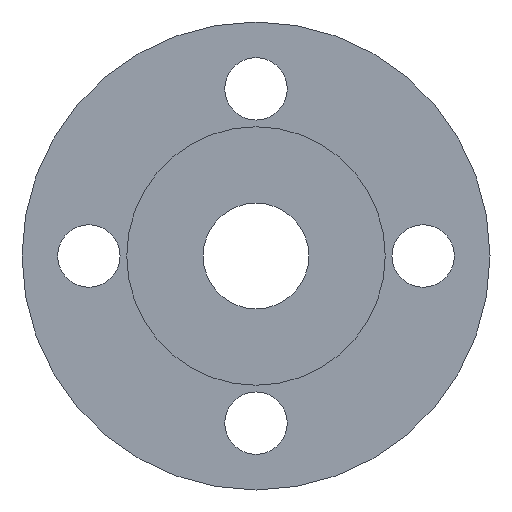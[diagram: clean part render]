
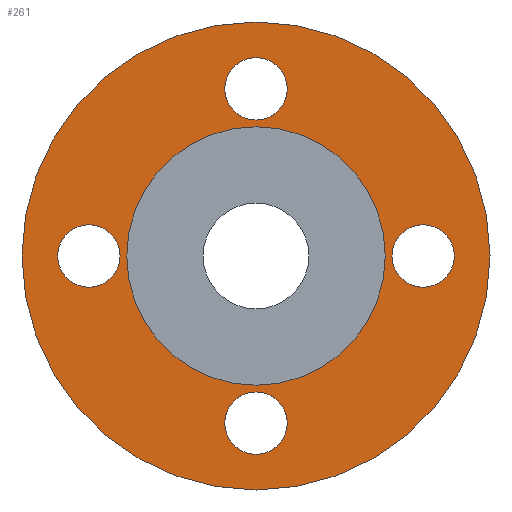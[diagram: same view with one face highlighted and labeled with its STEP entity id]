
A CAD part, front view. The second image highlights one B-rep face of the part: STEP entity #261.
In plain terms, the highlighted planar face has unit normal (0, -1, 0).
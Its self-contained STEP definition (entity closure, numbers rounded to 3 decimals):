
#2 = EDGE_CURVE ( 'NONE', #319, #399, #67, .T. ) ;
#3 = EDGE_LOOP ( 'NONE', ( #70, #790 ) ) ;
#4 = CARTESIAN_POINT ( 'NONE',  ( -37.5, 2., 0. ) ) ;
#15 = CARTESIAN_POINT ( 'NONE',  ( 0., 2., 0. ) ) ;
#17 = EDGE_CURVE ( 'NONE', #269, #581, #276, .T. ) ;
#18 = DIRECTION ( 'NONE',  ( 0., 0., -1. ) ) ;
#25 = FACE_BOUND ( 'NONE', #794, .T. ) ;
#28 = DIRECTION ( 'NONE',  ( 0., 0., 1. ) ) ;
#34 = EDGE_CURVE ( 'NONE', #260, #616, #66, .T. ) ;
#36 = CARTESIAN_POINT ( 'NONE',  ( 0., 2., 37.5 ) ) ;
#39 = ORIENTED_EDGE ( 'NONE', *, *, #283, .F. ) ;
#43 = DIRECTION ( 'NONE',  ( 0., 0., 1. ) ) ;
#53 = EDGE_CURVE ( 'NONE', #399, #319, #613, .T. ) ;
#66 = CIRCLE ( 'NONE', #134, 52.5 ) ;
#67 = CIRCLE ( 'NONE', #774, 7. ) ;
#70 = ORIENTED_EDGE ( 'NONE', *, *, #2, .F. ) ;
#85 = PLANE ( 'NONE',  #337 ) ;
#86 = DIRECTION ( 'NONE',  ( -1., 0., 0. ) ) ;
#88 = CIRCLE ( 'NONE', #580, 7. ) ;
#93 = DIRECTION ( 'NONE',  ( 0., -1., 0. ) ) ;
#96 = ORIENTED_EDGE ( 'NONE', *, *, #128, .F. ) ;
#101 = EDGE_CURVE ( 'NONE', #453, #719, #88, .T. ) ;
#102 = CARTESIAN_POINT ( 'NONE',  ( 0., 2., 37.5 ) ) ;
#106 = CIRCLE ( 'NONE', #474, 7. ) ;
#119 = DIRECTION ( 'NONE',  ( 0., 0., 1. ) ) ;
#125 = CIRCLE ( 'NONE', #390, 52.5 ) ;
#128 = EDGE_CURVE ( 'NONE', #235, #200, #207, .T. ) ;
#134 = AXIS2_PLACEMENT_3D ( 'NONE', #842, #705, #119 ) ;
#136 = EDGE_LOOP ( 'NONE', ( #243, #571 ) ) ;
#138 = ORIENTED_EDGE ( 'NONE', *, *, #772, .F. ) ;
#160 = CARTESIAN_POINT ( 'NONE',  ( 30.5, 2., 0. ) ) ;
#169 = DIRECTION ( 'NONE',  ( 0., 0., 1. ) ) ;
#191 = AXIS2_PLACEMENT_3D ( 'NONE', #455, #392, #727 ) ;
#200 = VERTEX_POINT ( 'NONE', #413 ) ;
#207 = CIRCLE ( 'NONE', #433, 7. ) ;
#215 = FACE_OUTER_BOUND ( 'NONE', #362, .T. ) ;
#220 = CARTESIAN_POINT ( 'NONE',  ( 0., 2., 30.5 ) ) ;
#235 = VERTEX_POINT ( 'NONE', #423 ) ;
#239 = AXIS2_PLACEMENT_3D ( 'NONE', #4, #265, #86 ) ;
#241 = AXIS2_PLACEMENT_3D ( 'NONE', #36, #370, #638 ) ;
#243 = ORIENTED_EDGE ( 'NONE', *, *, #264, .T. ) ;
#248 = CARTESIAN_POINT ( 'NONE',  ( 0., 2., 29. ) ) ;
#260 = VERTEX_POINT ( 'NONE', #558 ) ;
#261 = ADVANCED_FACE ( 'NONE', ( #25, #343, #484, #609, #816, #215 ), #85, .T. ) ;
#264 = EDGE_CURVE ( 'NONE', #581, #269, #451, .T. ) ;
#265 = DIRECTION ( 'NONE',  ( 0., -1., 0. ) ) ;
#266 = AXIS2_PLACEMENT_3D ( 'NONE', #290, #284, #579 ) ;
#267 = VERTEX_POINT ( 'NONE', #160 ) ;
#269 = VERTEX_POINT ( 'NONE', #490 ) ;
#270 = CIRCLE ( 'NONE', #191, 7. ) ;
#276 = CIRCLE ( 'NONE', #507, 29. ) ;
#279 = DIRECTION ( 'NONE',  ( 1., 0., 0. ) ) ;
#283 = EDGE_CURVE ( 'NONE', #308, #267, #286, .T. ) ;
#284 = DIRECTION ( 'NONE',  ( 0., -1., 0. ) ) ;
#286 = CIRCLE ( 'NONE', #266, 7. ) ;
#290 = CARTESIAN_POINT ( 'NONE',  ( 37.5, 2., 0. ) ) ;
#291 = CARTESIAN_POINT ( 'NONE',  ( -37.5, 2., 0. ) ) ;
#298 = DIRECTION ( 'NONE',  ( 0., 1., 0. ) ) ;
#308 = VERTEX_POINT ( 'NONE', #836 ) ;
#316 = CARTESIAN_POINT ( 'NONE',  ( 0., 2., -37.5 ) ) ;
#319 = VERTEX_POINT ( 'NONE', #220 ) ;
#330 = ORIENTED_EDGE ( 'NONE', *, *, #34, .F. ) ;
#337 = AXIS2_PLACEMENT_3D ( 'NONE', #416, #93, #18 ) ;
#343 = FACE_BOUND ( 'NONE', #3, .T. ) ;
#354 = CARTESIAN_POINT ( 'NONE',  ( 0., 2., -44.5 ) ) ;
#362 = EDGE_LOOP ( 'NONE', ( #330, #138 ) ) ;
#364 = CIRCLE ( 'NONE', #239, 7. ) ;
#370 = DIRECTION ( 'NONE',  ( 0., -1., 0. ) ) ;
#381 = AXIS2_PLACEMENT_3D ( 'NONE', #15, #688, #28 ) ;
#390 = AXIS2_PLACEMENT_3D ( 'NONE', #712, #646, #759 ) ;
#392 = DIRECTION ( 'NONE',  ( 0., -1., 0. ) ) ;
#399 = VERTEX_POINT ( 'NONE', #683 ) ;
#400 = DIRECTION ( 'NONE',  ( 0., -1., 0. ) ) ;
#412 = EDGE_CURVE ( 'NONE', #267, #308, #106, .T. ) ;
#413 = CARTESIAN_POINT ( 'NONE',  ( -30.5, 2., 0. ) ) ;
#416 = CARTESIAN_POINT ( 'NONE',  ( 0., 2., 29. ) ) ;
#423 = CARTESIAN_POINT ( 'NONE',  ( -44.5, 2., 0. ) ) ;
#425 = ORIENTED_EDGE ( 'NONE', *, *, #101, .F. ) ;
#433 = AXIS2_PLACEMENT_3D ( 'NONE', #291, #450, #729 ) ;
#450 = DIRECTION ( 'NONE',  ( 0., -1., 0. ) ) ;
#451 = CIRCLE ( 'NONE', #381, 29. ) ;
#453 = VERTEX_POINT ( 'NONE', #354 ) ;
#455 = CARTESIAN_POINT ( 'NONE',  ( 0., 2., -37.5 ) ) ;
#465 = EDGE_LOOP ( 'NONE', ( #801, #425 ) ) ;
#474 = AXIS2_PLACEMENT_3D ( 'NONE', #561, #400, #279 ) ;
#476 = ORIENTED_EDGE ( 'NONE', *, *, #543, .F. ) ;
#484 = FACE_BOUND ( 'NONE', #504, .T. ) ;
#490 = CARTESIAN_POINT ( 'NONE',  ( 0., 2., -29. ) ) ;
#499 = CARTESIAN_POINT ( 'NONE',  ( 0., 2., -52.5 ) ) ;
#504 = EDGE_LOOP ( 'NONE', ( #538, #39 ) ) ;
#507 = AXIS2_PLACEMENT_3D ( 'NONE', #626, #298, #169 ) ;
#508 = DIRECTION ( 'NONE',  ( 0., -1., 0. ) ) ;
#511 = CARTESIAN_POINT ( 'NONE',  ( 0., 2., -30.5 ) ) ;
#538 = ORIENTED_EDGE ( 'NONE', *, *, #412, .F. ) ;
#543 = EDGE_CURVE ( 'NONE', #200, #235, #364, .T. ) ;
#558 = CARTESIAN_POINT ( 'NONE',  ( 0., 2., 52.5 ) ) ;
#561 = CARTESIAN_POINT ( 'NONE',  ( 37.5, 2., 0. ) ) ;
#571 = ORIENTED_EDGE ( 'NONE', *, *, #17, .T. ) ;
#579 = DIRECTION ( 'NONE',  ( 1., 0., 0. ) ) ;
#580 = AXIS2_PLACEMENT_3D ( 'NONE', #316, #585, #786 ) ;
#581 = VERTEX_POINT ( 'NONE', #248 ) ;
#585 = DIRECTION ( 'NONE',  ( 0., -1., 0. ) ) ;
#609 = FACE_BOUND ( 'NONE', #465, .T. ) ;
#613 = CIRCLE ( 'NONE', #241, 7. ) ;
#616 = VERTEX_POINT ( 'NONE', #499 ) ;
#626 = CARTESIAN_POINT ( 'NONE',  ( 0., 2., 0. ) ) ;
#638 = DIRECTION ( 'NONE',  ( 0., 0., 1. ) ) ;
#646 = DIRECTION ( 'NONE',  ( 0., 1., 0. ) ) ;
#683 = CARTESIAN_POINT ( 'NONE',  ( 0., 2., 44.5 ) ) ;
#688 = DIRECTION ( 'NONE',  ( 0., 1., 0. ) ) ;
#705 = DIRECTION ( 'NONE',  ( 0., 1., 0. ) ) ;
#712 = CARTESIAN_POINT ( 'NONE',  ( 0., 2., 0. ) ) ;
#719 = VERTEX_POINT ( 'NONE', #511 ) ;
#725 = EDGE_CURVE ( 'NONE', #719, #453, #270, .T. ) ;
#727 = DIRECTION ( 'NONE',  ( 0., 0., -1. ) ) ;
#729 = DIRECTION ( 'NONE',  ( -1., 0., 0. ) ) ;
#759 = DIRECTION ( 'NONE',  ( 0., 0., 1. ) ) ;
#772 = EDGE_CURVE ( 'NONE', #616, #260, #125, .T. ) ;
#774 = AXIS2_PLACEMENT_3D ( 'NONE', #102, #508, #43 ) ;
#786 = DIRECTION ( 'NONE',  ( 0., 0., -1. ) ) ;
#790 = ORIENTED_EDGE ( 'NONE', *, *, #53, .F. ) ;
#794 = EDGE_LOOP ( 'NONE', ( #476, #96 ) ) ;
#801 = ORIENTED_EDGE ( 'NONE', *, *, #725, .F. ) ;
#816 = FACE_BOUND ( 'NONE', #136, .T. ) ;
#836 = CARTESIAN_POINT ( 'NONE',  ( 44.5, 2., 0. ) ) ;
#842 = CARTESIAN_POINT ( 'NONE',  ( 0., 2., 0. ) ) ;
